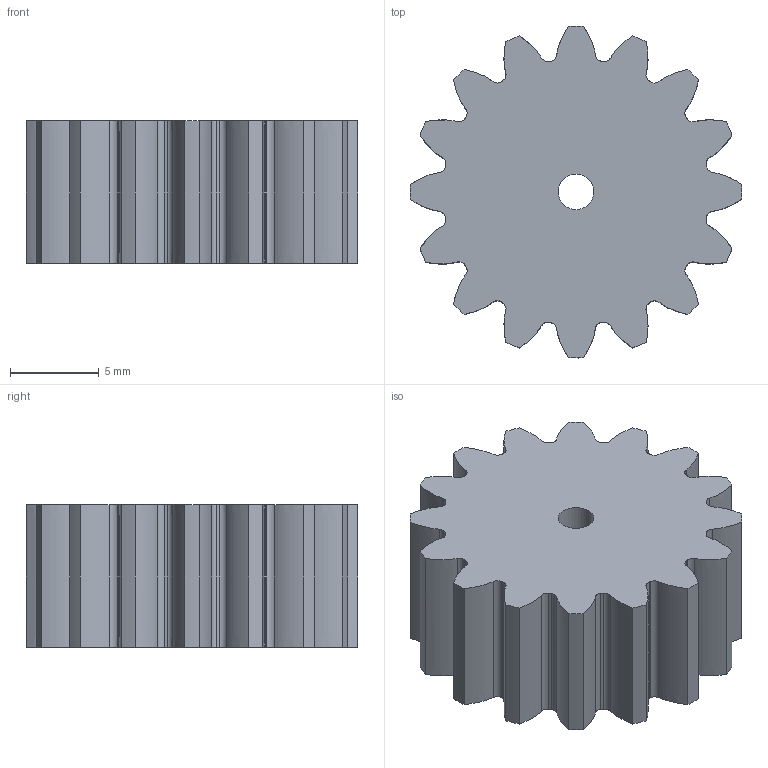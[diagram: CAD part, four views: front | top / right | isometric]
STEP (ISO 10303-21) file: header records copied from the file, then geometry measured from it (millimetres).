
FILE_DESCRIPTION(('STEP AP242'), '1');
FILE_NAME('gear', '', ('UNSPECIFIED'), ('UNSPECIFIED'), 'C3D Converter', 'C3D Toolkit', '');
FILE_SCHEMA(('AP242_MANAGED_MODEL_BASED_3D_ENGINEERING_MIM_LF { 1 0 10303 442 1 1 4 }'));
Length unit declared in the file: millimetre
Assembly tree (1 placements, depth 2):
  (unnamed)
    (unnamed)
Bounding box: 18.68 x 18.68 x 8 mm (x, y, z)
Volume: 1888.2 mm3; surface area: 1535.3 mm2
Topology: 2 solids, 2 shells, 187 faces, 546 edges, 364 vertices
Faces by surface type: cylinder 118, extrusion 64, plane 5
Full cylindrical faces by diameter (mm): 2 x1, 7.9 x1
Entity records: 11709 total; most frequent: CARTESIAN_POINT 6665, ORIENTED_EDGE 1088, DIRECTION 966, EDGE_CURVE 544, VERTEX_POINT 364, AXIS2_PLACEMENT_3D 361, VECTOR 244, CIRCLE 236
